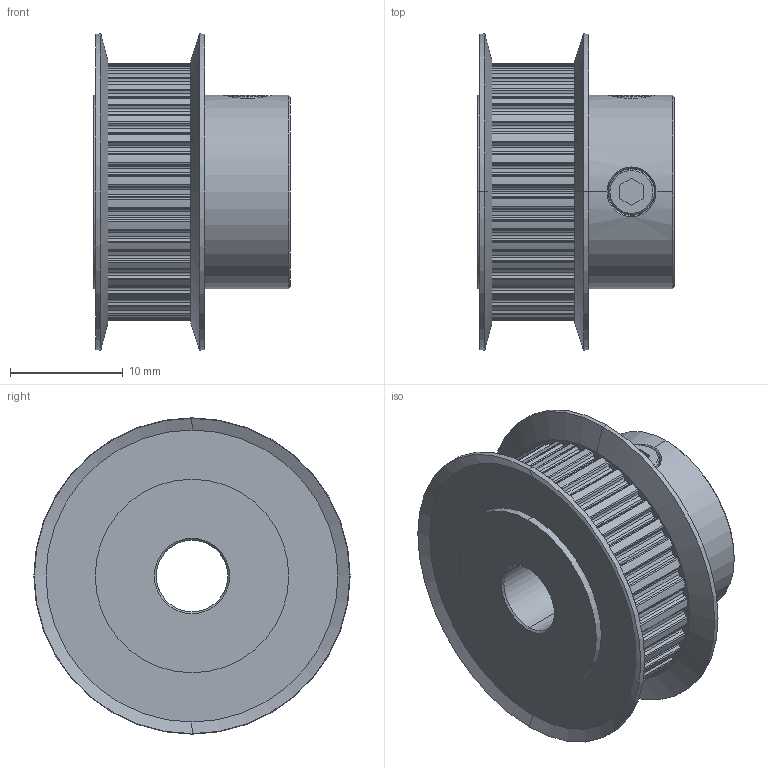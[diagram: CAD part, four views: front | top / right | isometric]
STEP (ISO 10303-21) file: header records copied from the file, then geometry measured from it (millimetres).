
FILE_DESCRIPTION (( 'STEP AP214' ), '1' );
FILE_NAME ('APB36MXL025BF-250.step', '2016-06-13T20:58:58', ( '' ), ( '' ), 'SwSTEP 2.0', 'SolidWorks 2016', '' );
FILE_SCHEMA (( 'AUTOMOTIVE_DESIGN' ));
Length unit declared in the file: inch
Products named in the file (1): APB36MXL025BF-250
Bounding box: 17.46 x 28.07 x 28.07 mm (x, y, z)
Volume: 5043.1 mm3; surface area: 3399.9 mm2
Topology: 3 solids, 3 shells, 381 faces, 1093 edges, 722 vertices
Faces by surface type: cylinder 259, plane 96, cone 22, bspline 4
Entity records: 15909 total; most frequent: CARTESIAN_POINT 5216, DIRECTION 2363, ORIENTED_EDGE 2186, EDGE_CURVE 1093, AXIS2_PLACEMENT_3D 914, VERTEX_POINT 722, CIRCLE 536, LINE 535
